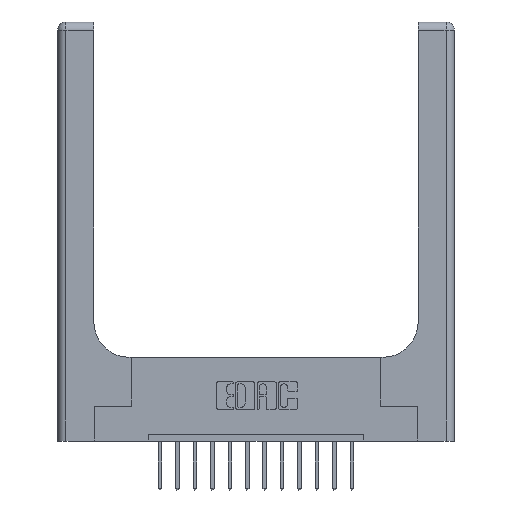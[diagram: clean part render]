
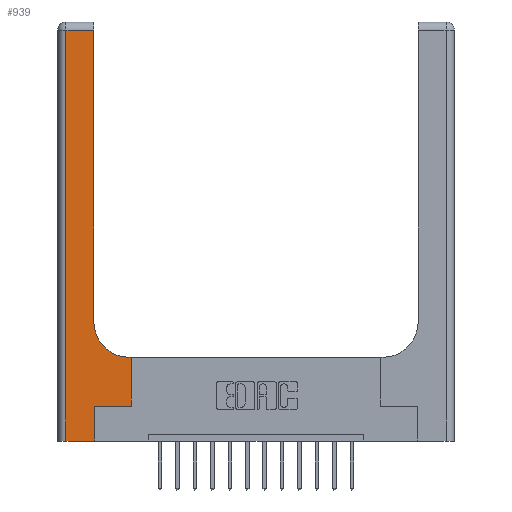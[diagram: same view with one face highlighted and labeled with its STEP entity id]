
A CAD part, top view. The second image highlights one B-rep face of the part: STEP entity #939.
In plain terms, the highlighted planar face has unit normal (0, 0, 1).
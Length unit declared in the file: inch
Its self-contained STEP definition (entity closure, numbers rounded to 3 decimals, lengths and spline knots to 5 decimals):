
#161 = VERTEX_POINT ( 'NONE', #11531 ) ;
#589 = DIRECTION ( 'NONE',  ( 0., 0., -1. ) ) ;
#671 = EDGE_CURVE ( 'NONE', #161, #13397, #12168, .T. ) ;
#939 = ADVANCED_FACE ( 'NONE', ( #14307 ), #1344, .F. ) ;
#1280 = VECTOR ( 'NONE', #13227, 39.37008 ) ;
#1344 = PLANE ( 'NONE',  #4515 ) ;
#1503 = LINE ( 'NONE', #9608, #10351 ) ;
#2311 = CARTESIAN_POINT ( 'NONE',  ( 0.26, 3., 0.37 ) ) ;
#2319 = DIRECTION ( 'NONE',  ( -1., 0., 0. ) ) ;
#2420 = VECTOR ( 'NONE', #6758, 39.37008 ) ;
#2806 = DIRECTION ( 'NONE',  ( 0., 0., -1. ) ) ;
#2864 = CIRCLE ( 'NONE', #14474, 0.25 ) ;
#2923 = EDGE_CURVE ( 'NONE', #10930, #161, #13835, .T. ) ;
#3145 = ORIENTED_EDGE ( 'NONE', *, *, #671, .T. ) ;
#3169 = DIRECTION ( 'NONE',  ( 0., -1., 0. ) ) ;
#3866 = EDGE_CURVE ( 'NONE', #6410, #10096, #14128, .T. ) ;
#3957 = LINE ( 'NONE', #7869, #1280 ) ;
#4073 = CARTESIAN_POINT ( 'NONE',  ( 0.528, 0.25, 0.37 ) ) ;
#4372 = DIRECTION ( 'NONE',  ( 1., 0., 0. ) ) ;
#4376 = VECTOR ( 'NONE', #8622, 39.37008 ) ;
#4406 = LINE ( 'NONE', #9601, #5256 ) ;
#4515 = AXIS2_PLACEMENT_3D ( 'NONE', #6599, #2806, #15694 ) ;
#5256 = VECTOR ( 'NONE', #14881, 39.37008 ) ;
#5445 = DIRECTION ( 'NONE',  ( 0., 1., 0. ) ) ;
#5673 = EDGE_CURVE ( 'NONE', #5707, #11599, #1503, .T. ) ;
#5707 = VERTEX_POINT ( 'NONE', #4073 ) ;
#5850 = CARTESIAN_POINT ( 'NONE',  ( 0.265, 0., 0.37 ) ) ;
#6108 = EDGE_CURVE ( 'NONE', #12970, #6410, #2864, .T. ) ;
#6278 = EDGE_CURVE ( 'NONE', #11599, #12970, #16844, .T. ) ;
#6410 = VERTEX_POINT ( 'NONE', #11897 ) ;
#6599 = CARTESIAN_POINT ( 'NONE',  ( 0., 3., 0.37 ) ) ;
#6758 = DIRECTION ( 'NONE',  ( 1., 0., 0. ) ) ;
#7814 = CARTESIAN_POINT ( 'NONE',  ( 0.06, 2.94, 0.37 ) ) ;
#7869 = CARTESIAN_POINT ( 'NONE',  ( 0.265, 0.25, 0.37 ) ) ;
#8278 = ORIENTED_EDGE ( 'NONE', *, *, #3866, .T. ) ;
#8426 = VECTOR ( 'NONE', #11132, 39.37008 ) ;
#8462 = CARTESIAN_POINT ( 'NONE',  ( 0.51, 0.85, 0.37 ) ) ;
#8622 = DIRECTION ( 'NONE',  ( 0., 1., 0. ) ) ;
#8947 = CARTESIAN_POINT ( 'NONE',  ( 0.06, 0., 0.37 ) ) ;
#9485 = ORIENTED_EDGE ( 'NONE', *, *, #2923, .T. ) ;
#9601 = CARTESIAN_POINT ( 'NONE',  ( 0., 2.94, 0.37 ) ) ;
#9608 = CARTESIAN_POINT ( 'NONE',  ( 0.528, 0.25, 0.37 ) ) ;
#10096 = VERTEX_POINT ( 'NONE', #16442 ) ;
#10351 = VECTOR ( 'NONE', #5445, 39.37008 ) ;
#10824 = VERTEX_POINT ( 'NONE', #7814 ) ;
#10826 = ORIENTED_EDGE ( 'NONE', *, *, #6278, .T. ) ;
#10930 = VERTEX_POINT ( 'NONE', #8947 ) ;
#11059 = ORIENTED_EDGE ( 'NONE', *, *, #5673, .T. ) ;
#11132 = DIRECTION ( 'NONE',  ( 0., 1., 0. ) ) ;
#11531 = CARTESIAN_POINT ( 'NONE',  ( 0.265, 0., 0.37 ) ) ;
#11599 = VERTEX_POINT ( 'NONE', #15043 ) ;
#11897 = CARTESIAN_POINT ( 'NONE',  ( 0.26, 0.85, 0.37 ) ) ;
#12168 = LINE ( 'NONE', #5850, #8426 ) ;
#12627 = ORIENTED_EDGE ( 'NONE', *, *, #6108, .T. ) ;
#12970 = VERTEX_POINT ( 'NONE', #16028 ) ;
#13227 = DIRECTION ( 'NONE',  ( 1., 0., 0. ) ) ;
#13397 = VERTEX_POINT ( 'NONE', #17065 ) ;
#13649 = LINE ( 'NONE', #15034, #16748 ) ;
#13656 = EDGE_CURVE ( 'NONE', #10096, #10824, #4406, .T. ) ;
#13835 = LINE ( 'NONE', #16257, #2420 ) ;
#14096 = ORIENTED_EDGE ( 'NONE', *, *, #15302, .T. ) ;
#14128 = LINE ( 'NONE', #2311, #4376 ) ;
#14307 = FACE_OUTER_BOUND ( 'NONE', #14835, .T. ) ;
#14474 = AXIS2_PLACEMENT_3D ( 'NONE', #8462, #589, #4372 ) ;
#14835 = EDGE_LOOP ( 'NONE', ( #8278, #15801, #14096, #9485, #3145, #15885, #11059, #10826, #12627 ) ) ;
#14881 = DIRECTION ( 'NONE',  ( -1., 0., 0. ) ) ;
#15034 = CARTESIAN_POINT ( 'NONE',  ( 0.06, 3., 0.37 ) ) ;
#15043 = CARTESIAN_POINT ( 'NONE',  ( 0.528, 0.6, 0.37 ) ) ;
#15244 = EDGE_CURVE ( 'NONE', #13397, #5707, #3957, .T. ) ;
#15302 = EDGE_CURVE ( 'NONE', #10824, #10930, #13649, .T. ) ;
#15538 = CARTESIAN_POINT ( 'NONE',  ( 0.26, 0.6, 0.37 ) ) ;
#15694 = DIRECTION ( 'NONE',  ( -1., 0., 0. ) ) ;
#15801 = ORIENTED_EDGE ( 'NONE', *, *, #13656, .T. ) ;
#15862 = VECTOR ( 'NONE', #2319, 39.37008 ) ;
#15885 = ORIENTED_EDGE ( 'NONE', *, *, #15244, .T. ) ;
#16028 = CARTESIAN_POINT ( 'NONE',  ( 0.51, 0.6, 0.37 ) ) ;
#16257 = CARTESIAN_POINT ( 'NONE',  ( 0., 0., 0.37 ) ) ;
#16442 = CARTESIAN_POINT ( 'NONE',  ( 0.26, 2.94, 0.37 ) ) ;
#16748 = VECTOR ( 'NONE', #3169, 39.37008 ) ;
#16844 = LINE ( 'NONE', #15538, #15862 ) ;
#17065 = CARTESIAN_POINT ( 'NONE',  ( 0.265, 0.25, 0.37 ) ) ;
